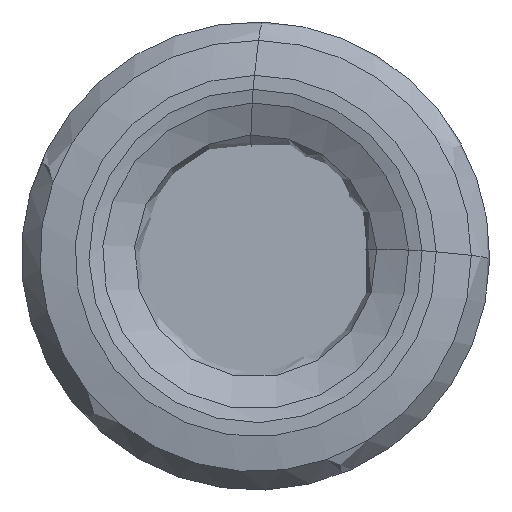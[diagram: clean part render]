
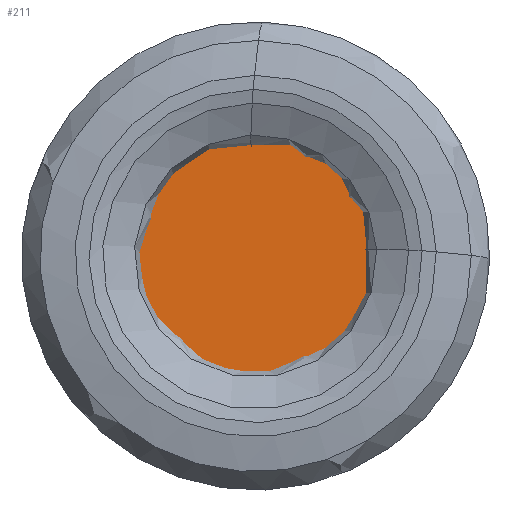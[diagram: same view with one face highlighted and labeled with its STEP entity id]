
A CAD part, left-side view. The second image highlights one B-rep face of the part: STEP entity #211.
In plain terms, the highlighted planar face has unit normal (-1, 0, 0).
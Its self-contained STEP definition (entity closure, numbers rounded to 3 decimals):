
#100=FACE_OUTER_BOUND('',#344,.T.);
#170=PLANE('',#800);
#211=ADVANCED_FACE('',(#100),#170,.F.);
#344=EDGE_LOOP('',(#426));
#426=ORIENTED_EDGE('',*,*,#632,.T.);
#576=VERTEX_POINT('',#1191);
#632=EDGE_CURVE('',#576,#576,#718,.T.);
#718=CIRCLE('',#798,8.167);
#798=AXIS2_PLACEMENT_3D('',#1190,#928,#929);
#800=AXIS2_PLACEMENT_3D('',#1193,#932,#933);
#928=DIRECTION('',(-1.,0.,0.));
#929=DIRECTION('',(0.,0.,1.));
#932=DIRECTION('',(1.,0.,0.));
#933=DIRECTION('',(0.,0.,-1.));
#1190=CARTESIAN_POINT('',(2.2,0.,0.));
#1191=CARTESIAN_POINT('',(2.2,0.,8.167));
#1193=CARTESIAN_POINT('',(2.2,8.167,0.));
